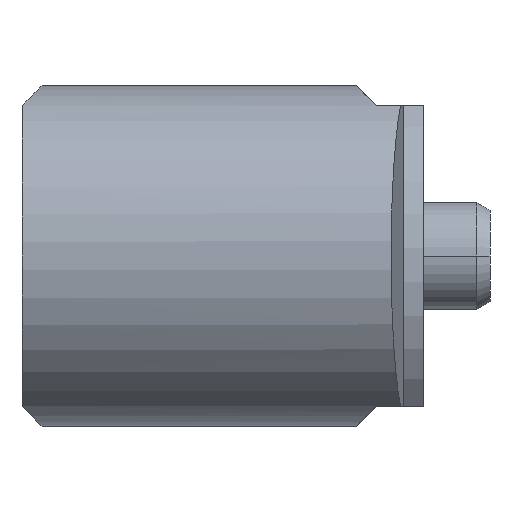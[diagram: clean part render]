
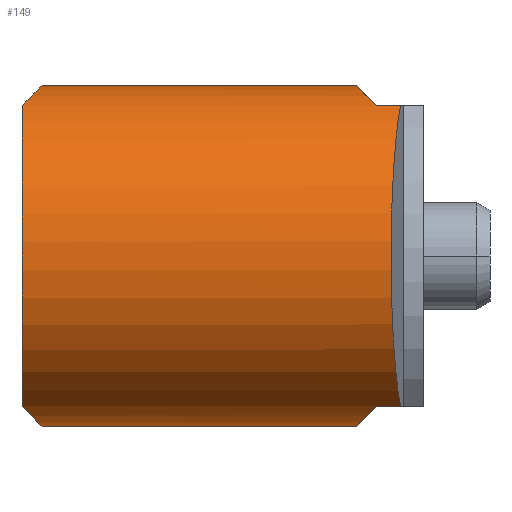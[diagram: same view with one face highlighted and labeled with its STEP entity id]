
A CAD part, left-side view. The second image highlights one B-rep face of the part: STEP entity #149.
In plain terms, the highlighted cylindrical face has radius 12.75 mm (diameter 25.5 mm), a partial arc.
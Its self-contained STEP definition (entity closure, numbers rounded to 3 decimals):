
#149 = ADVANCED_FACE( '', ( #317 ), #318, .T. );
#317 = FACE_OUTER_BOUND( '', #502, .T. );
#318 = CYLINDRICAL_SURFACE( '', #503, 12.75 );
#502 = EDGE_LOOP( '', ( #1106, #1107, #1108, #1109, #1110, #1111, #1112, #1113, #1114, #1115 ) );
#503 = AXIS2_PLACEMENT_3D( '', #1116, #1117, #1118 );
#1106 = ORIENTED_EDGE( '', *, *, #1410, .T. );
#1107 = ORIENTED_EDGE( '', *, *, #1411, .T. );
#1108 = ORIENTED_EDGE( '', *, *, #1412, .T. );
#1109 = ORIENTED_EDGE( '', *, *, #1413, .T. );
#1110 = ORIENTED_EDGE( '', *, *, #1414, .T. );
#1111 = ORIENTED_EDGE( '', *, *, #1415, .T. );
#1112 = ORIENTED_EDGE( '', *, *, #1416, .T. );
#1113 = ORIENTED_EDGE( '', *, *, #1417, .F. );
#1114 = ORIENTED_EDGE( '', *, *, #1418, .T. );
#1115 = ORIENTED_EDGE( '', *, *, #1419, .T. );
#1116 = CARTESIAN_POINT( '', ( -16.25, 0., 0. ) );
#1117 = DIRECTION( '', ( 0., -1., 0. ) );
#1118 = DIRECTION( '', ( 0., 0., -1. ) );
#1410 = EDGE_CURVE( '', #1737, #1741, #1743, .T. );
#1411 = EDGE_CURVE( '', #1741, #1744, #1745, .T. );
#1412 = EDGE_CURVE( '', #1744, #1746, #1747, .T. );
#1413 = EDGE_CURVE( '', #1746, #1748, #1749, .T. );
#1414 = EDGE_CURVE( '', #1748, #1750, #1751, .T. );
#1415 = EDGE_CURVE( '', #1750, #1752, #1753, .T. );
#1416 = EDGE_CURVE( '', #1752, #1754, #1755, .T. );
#1417 = EDGE_CURVE( '', #1756, #1754, #1757, .T. );
#1418 = EDGE_CURVE( '', #1756, #1758, #1759, .T. );
#1419 = EDGE_CURVE( '', #1758, #1737, #1760, .T. );
#1737 = VERTEX_POINT( '', #2278 );
#1741 = VERTEX_POINT( '', #2284 );
#1743 = ELLIPSE( '', #2287, 12.82, 12.75 );
#1744 = VERTEX_POINT( '', #2288 );
#1745 = LINE( '', #2289, #2290 );
#1746 = VERTEX_POINT( '', #2291 );
#1747 = ELLIPSE( '', #2292, 18.031, 12.75 );
#1748 = VERTEX_POINT( '', #2293 );
#1749 = LINE( '', #2294, #2295 );
#1750 = VERTEX_POINT( '', #2296 );
#1751 = ELLIPSE( '', #2297, 18.031, 12.75 );
#1752 = VERTEX_POINT( '', #2298 );
#1753 = CIRCLE( '', #2299, 12.75 );
#1754 = VERTEX_POINT( '', #2300 );
#1755 = ELLIPSE( '', #2301, 18.031, 12.75 );
#1756 = VERTEX_POINT( '', #2302 );
#1757 = LINE( '', #2303, #2304 );
#1758 = VERTEX_POINT( '', #2305 );
#1759 = ELLIPSE( '', #2306, 18.031, 12.75 );
#1760 = LINE( '', #2307, #2308 );
#2278 = CARTESIAN_POINT( '', ( -22.25, 1.689, -11.25 ) );
#2284 = CARTESIAN_POINT( '', ( -22.25, 1.689, 11.25 ) );
#2287 = AXIS2_PLACEMENT_3D( '', #2735, #2736, #2737 );
#2288 = CARTESIAN_POINT( '', ( -22.25, 3.5, 11.25 ) );
#2289 = CARTESIAN_POINT( '', ( -22.25, 1.75, 11.25 ) );
#2290 = VECTOR( '', #2738, 1. );
#2291 = CARTESIAN_POINT( '', ( -16.25, 5., 12.75 ) );
#2292 = AXIS2_PLACEMENT_3D( '', #2739, #2740, #2741 );
#2293 = CARTESIAN_POINT( '', ( -16.25, 28.5, 12.75 ) );
#2294 = CARTESIAN_POINT( '', ( -16.25, 0., 12.75 ) );
#2295 = VECTOR( '', #2742, 1. );
#2296 = CARTESIAN_POINT( '', ( -22.25, 30., 11.25 ) );
#2297 = AXIS2_PLACEMENT_3D( '', #2743, #2744, #2745 );
#2298 = CARTESIAN_POINT( '', ( -22.25, 30., -11.25 ) );
#2299 = AXIS2_PLACEMENT_3D( '', #2746, #2747, #2748 );
#2300 = CARTESIAN_POINT( '', ( -16.25, 28.5, -12.75 ) );
#2301 = AXIS2_PLACEMENT_3D( '', #2749, #2750, #2751 );
#2302 = CARTESIAN_POINT( '', ( -16.25, 5., -12.75 ) );
#2303 = CARTESIAN_POINT( '', ( -16.25, 0., -12.75 ) );
#2304 = VECTOR( '', #2752, 1. );
#2305 = CARTESIAN_POINT( '', ( -22.25, 3.5, -11.25 ) );
#2306 = AXIS2_PLACEMENT_3D( '', #2753, #2754, #2755 );
#2307 = CARTESIAN_POINT( '', ( -22.25, 1.75, -11.25 ) );
#2308 = VECTOR( '', #2756, 1. );
#2735 = CARTESIAN_POINT( '', ( -16.25, 1.058, 0. ) );
#2736 = DIRECTION( '', ( 0.105, 0.995, 0. ) );
#2737 = DIRECTION( '', ( -0.995, 0.105, 0. ) );
#2738 = DIRECTION( '', ( 0., 1., 0. ) );
#2739 = CARTESIAN_POINT( '', ( -16.25, -7.75, 0. ) );
#2740 = DIRECTION( '', ( 0., 0.707, -0.707 ) );
#2741 = DIRECTION( '', ( 0., -0.707, -0.707 ) );
#2742 = DIRECTION( '', ( 0., 1., 0. ) );
#2743 = CARTESIAN_POINT( '', ( -16.25, 41.25, 0. ) );
#2744 = DIRECTION( '', ( 0., -0.707, -0.707 ) );
#2745 = DIRECTION( '', ( 0., 0.707, -0.707 ) );
#2746 = CARTESIAN_POINT( '', ( -16.25, 30., 0. ) );
#2747 = DIRECTION( '', ( 0., -1., 0. ) );
#2748 = DIRECTION( '', ( 0., 0., -1. ) );
#2749 = CARTESIAN_POINT( '', ( -16.25, 41.25, 0. ) );
#2750 = DIRECTION( '', ( 0., -0.707, 0.707 ) );
#2751 = DIRECTION( '', ( 0., -0.707, -0.707 ) );
#2752 = DIRECTION( '', ( 0., 1., 0. ) );
#2753 = CARTESIAN_POINT( '', ( -16.25, -7.75, 0. ) );
#2754 = DIRECTION( '', ( 0., 0.707, 0.707 ) );
#2755 = DIRECTION( '', ( 0., 0.707, -0.707 ) );
#2756 = DIRECTION( '', ( 0., -1., 0. ) );
